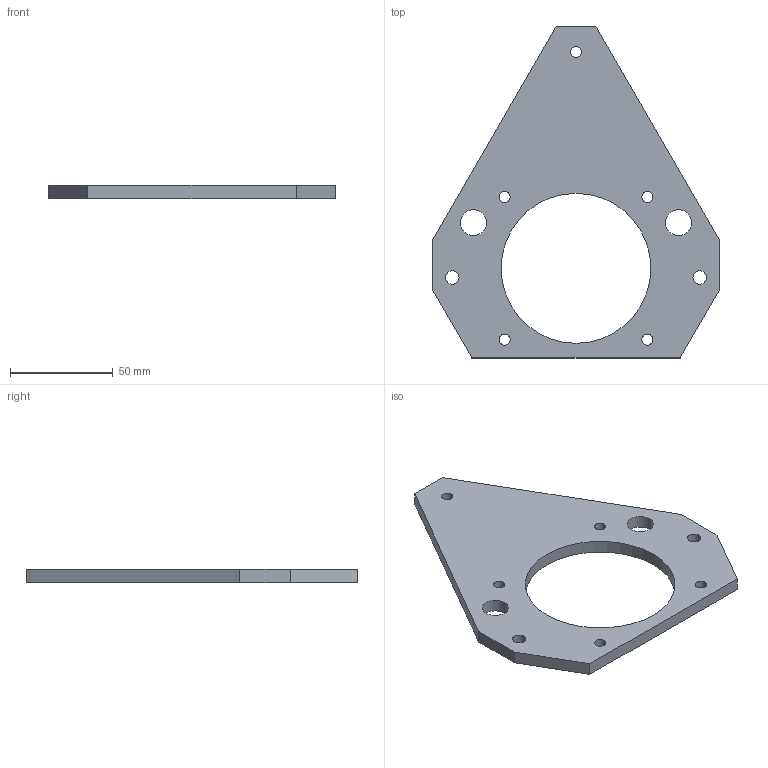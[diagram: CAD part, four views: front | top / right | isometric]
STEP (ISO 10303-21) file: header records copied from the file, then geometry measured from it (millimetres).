
FILE_DESCRIPTION (( 'STEP AP203' ), '1' );
FILE_NAME ('TPR ffb mount plate 2.STEP', '2023-12-27T14:22:54', ( '' ), ( '' ), 'SwSTEP 2.0', 'SolidWorks 2022', '' );
FILE_SCHEMA (( 'CONFIG_CONTROL_DESIGN' ));
Length unit declared in the file: inch
Products named in the file (1): TPR ffb mount plate 2
Bounding box: 139.7 x 161.93 x 6.35 mm (x, y, z)
Volume: 70278 mm3; surface area: 28072.9 mm2
Topology: 1 solids, 1 shells, 39 faces, 102 edges, 68 vertices
Faces by surface type: cylinder 26, plane 13
Entity records: 1347 total; most frequent: DIRECTION 234, CARTESIAN_POINT 210, ORIENTED_EDGE 204, EDGE_CURVE 102, AXIS2_PLACEMENT_3D 92, VERTEX_POINT 68, EDGE_LOOP 62, CIRCLE 52
